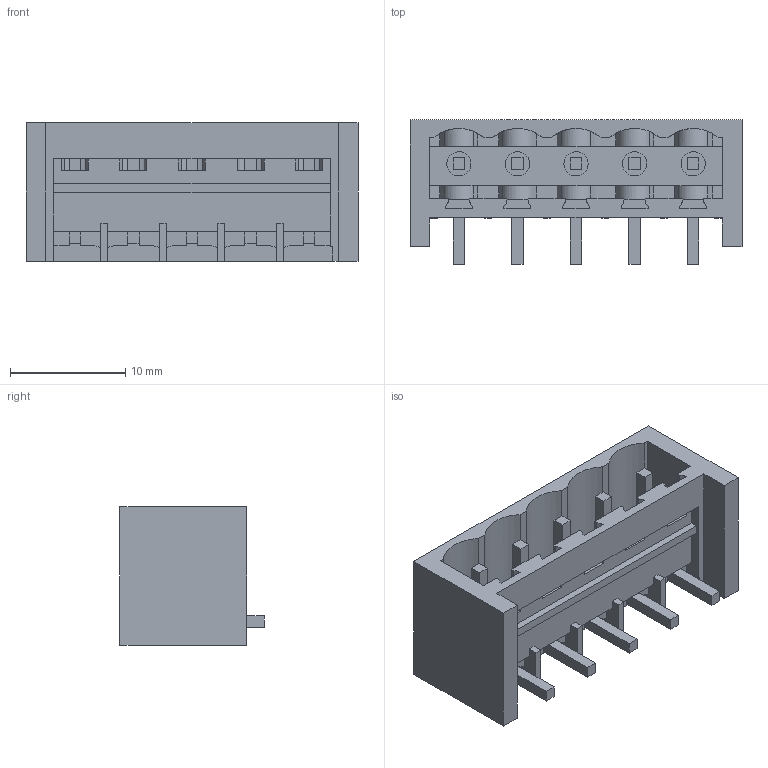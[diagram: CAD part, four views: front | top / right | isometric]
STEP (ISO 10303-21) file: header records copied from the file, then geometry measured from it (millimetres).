
FILE_DESCRIPTION(('CATIA V5 STEP Exchange','CAx-IF Rec.Pracs.--- Model Styling and Organization---1.2---2011-12-15'),'2;1');
FILE_NAME ('D1458286_0', '2017-07-10T14:02:09+00:00', ('none'), ('Weidmueller'), 'CATIA Version 5-6 Release 2014', 'CATIA V5 STEP AP214', 'none');
FILE_SCHEMA(('AUTOMOTIVE_DESIGN { 1 0 10303 214 1 1 1 1 }'));
Length unit declared in the file: millimetre
Products named in the file (1): 1877620000
Bounding box: 28.8 x 12.5 x 12 mm (x, y, z)
Volume: 1384 mm3; surface area: 2910 mm2
Topology: 6 solids, 6 shells, 293 faces, 905 edges, 616 vertices
Faces by surface type: plane 248, cylinder 45
Entity records: 9402 total; most frequent: ORIENTED_EDGE 1810, CARTESIAN_POINT 1772, DIRECTION 1220, EDGE_CURVE 905, VECTOR 779, LINE 779, VERTEX_POINT 616, EDGE_LOOP 305
